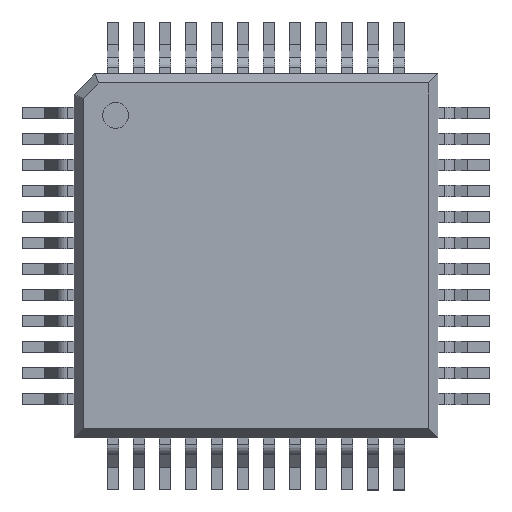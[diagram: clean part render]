
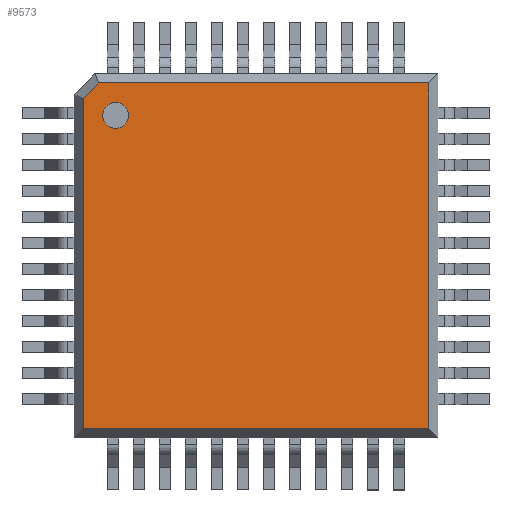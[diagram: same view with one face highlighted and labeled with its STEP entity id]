
A CAD part, top view. The second image highlights one B-rep face of the part: STEP entity #9573.
In plain terms, the highlighted planar face has unit normal (0, 0, 1).
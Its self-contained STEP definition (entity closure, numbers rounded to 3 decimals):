
#2137 = PLANE ( 'NONE',  #2195 ) ;
#2152 = FACE_BOUND ( 'NONE', #9644, .T. ) ;
#2153 = FACE_OUTER_BOUND ( 'NONE', #9574, .T. ) ;
#2186 = CARTESIAN_POINT ( 'NONE',  ( -3.325, 3.091, 1.56 ) ) ;
#2187 = CARTESIAN_POINT ( 'NONE',  ( -3.027, 3.388, 1.56 ) ) ;
#2188 = DIRECTION ( 'NONE',  ( -0.707, -0.707, 0. ) ) ;
#2189 = VECTOR ( 'NONE', #2188, 1000. ) ;
#2190 = CARTESIAN_POINT ( 'NONE',  ( -3.376, 3.04, 1.56 ) ) ;
#2191 = LINE ( 'NONE', #2190, #2189 ) ;
#2192 = DIRECTION ( 'NONE',  ( 1., 0., 0. ) ) ;
#2193 = DIRECTION ( 'NONE',  ( 0., 0., 1. ) ) ;
#2194 = CARTESIAN_POINT ( 'NONE',  ( -3.5, 3.564, 1.56 ) ) ;
#2195 = AXIS2_PLACEMENT_3D ( 'NONE', #2194, #2193, #2192 ) ;
#2313 = LINE ( 'NONE', #2369, #2368 ) ;
#2352 = DIRECTION ( 'NONE',  ( 1., 0., 0. ) ) ;
#2353 = VECTOR ( 'NONE', #2352, 1000. ) ;
#2354 = CARTESIAN_POINT ( 'NONE',  ( -3.5, 3.388, 1.56 ) ) ;
#2355 = LINE ( 'NONE', #2354, #2353 ) ;
#2356 = CARTESIAN_POINT ( 'NONE',  ( 3.325, 3.388, 1.56 ) ) ;
#2357 = DIRECTION ( 'NONE',  ( 0., -1., 0. ) ) ;
#2358 = VECTOR ( 'NONE', #2357, 1000. ) ;
#2359 = CARTESIAN_POINT ( 'NONE',  ( 3.325, 3.564, 1.56 ) ) ;
#2360 = LINE ( 'NONE', #2359, #2358 ) ;
#2361 = CARTESIAN_POINT ( 'NONE',  ( 3.325, -3.261, 1.56 ) ) ;
#2362 = DIRECTION ( 'NONE',  ( -1., 0., 0. ) ) ;
#2363 = VECTOR ( 'NONE', #2362, 1000. ) ;
#2364 = CARTESIAN_POINT ( 'NONE',  ( -3.5, -3.261, 1.56 ) ) ;
#2365 = LINE ( 'NONE', #2364, #2363 ) ;
#2366 = CARTESIAN_POINT ( 'NONE',  ( -3.325, -3.261, 1.56 ) ) ;
#2367 = DIRECTION ( 'NONE',  ( 0., 1., 0. ) ) ;
#2368 = VECTOR ( 'NONE', #2367, 1000. ) ;
#2369 = CARTESIAN_POINT ( 'NONE',  ( -3.325, 3.564, 1.56 ) ) ;
#9573 = ADVANCED_FACE ( 'NONE', ( #2153, #2152 ), #2137, .T. ) ;
#9574 = EDGE_LOOP ( 'NONE', ( #9575, #9633, #9636, #9639, #9642 ) ) ;
#9575 = ORIENTED_EDGE ( 'NONE', *, *, #9576, .T. ) ;
#9576 = EDGE_CURVE ( 'NONE', #9577, #9578, #2191, .T. ) ;
#9577 = VERTEX_POINT ( 'NONE', #2187 ) ;
#9578 = VERTEX_POINT ( 'NONE', #2186 ) ;
#9633 = ORIENTED_EDGE ( 'NONE', *, *, #9634, .F. ) ;
#9634 = EDGE_CURVE ( 'NONE', #9635, #9578, #2313, .T. ) ;
#9635 = VERTEX_POINT ( 'NONE', #2366 ) ;
#9636 = ORIENTED_EDGE ( 'NONE', *, *, #9637, .F. ) ;
#9637 = EDGE_CURVE ( 'NONE', #9638, #9635, #2365, .T. ) ;
#9638 = VERTEX_POINT ( 'NONE', #2361 ) ;
#9639 = ORIENTED_EDGE ( 'NONE', *, *, #9640, .F. ) ;
#9640 = EDGE_CURVE ( 'NONE', #9641, #9638, #2360, .T. ) ;
#9641 = VERTEX_POINT ( 'NONE', #2356 ) ;
#9642 = ORIENTED_EDGE ( 'NONE', *, *, #9643, .F. ) ;
#9643 = EDGE_CURVE ( 'NONE', #9577, #9641, #2355, .T. ) ;
#9644 = EDGE_LOOP ( 'NONE', ( #9645, #9646 ) ) ;
#9645 = ORIENTED_EDGE ( 'NONE', *, *, #17279, .T. ) ;
#9646 = ORIENTED_EDGE ( 'NONE', *, *, #17281, .T. ) ;
#12868 = CARTESIAN_POINT ( 'NONE',  ( -2.45, 2.764, 1.56 ) ) ;
#12869 = CARTESIAN_POINT ( 'NONE',  ( -2.95, 2.764, 1.56 ) ) ;
#12910 = DIRECTION ( 'NONE',  ( 1., 0., 0. ) ) ;
#12911 = DIRECTION ( 'NONE',  ( 0., 0., -1. ) ) ;
#12912 = AXIS2_PLACEMENT_3D ( 'NONE', #12920, #12911, #12910 ) ;
#12913 = CIRCLE ( 'NONE', #12912, 0.25 ) ;
#12915 = DIRECTION ( 'NONE',  ( 1., 0., 0. ) ) ;
#12916 = DIRECTION ( 'NONE',  ( 0., 0., -1. ) ) ;
#12917 = CARTESIAN_POINT ( 'NONE',  ( -2.7, 2.764, 1.56 ) ) ;
#12918 = AXIS2_PLACEMENT_3D ( 'NONE', #12917, #12916, #12915 ) ;
#12919 = CIRCLE ( 'NONE', #12918, 0.25 ) ;
#12920 = CARTESIAN_POINT ( 'NONE',  ( -2.7, 2.764, 1.56 ) ) ;
#17276 = VERTEX_POINT ( 'NONE', #12869 ) ;
#17277 = VERTEX_POINT ( 'NONE', #12868 ) ;
#17279 = EDGE_CURVE ( 'NONE', #17277, #17276, #12919, .T. ) ;
#17281 = EDGE_CURVE ( 'NONE', #17276, #17277, #12913, .T. ) ;
